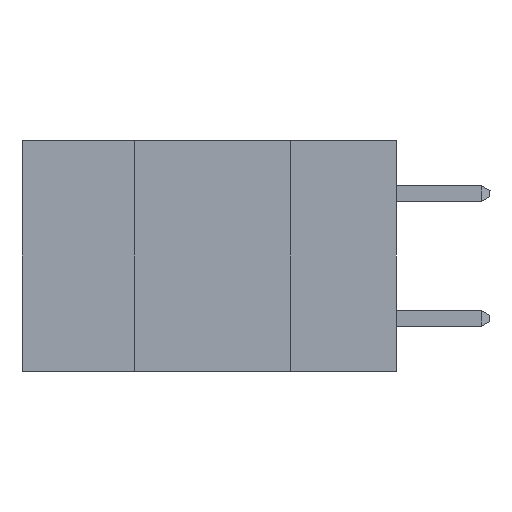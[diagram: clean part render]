
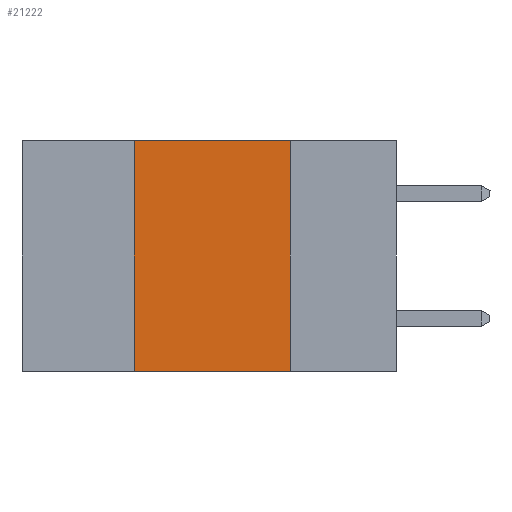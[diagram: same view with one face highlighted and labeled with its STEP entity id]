
A CAD part, left-side view. The second image highlights one B-rep face of the part: STEP entity #21222.
In plain terms, the highlighted planar face has unit normal (-1, 0, 0).
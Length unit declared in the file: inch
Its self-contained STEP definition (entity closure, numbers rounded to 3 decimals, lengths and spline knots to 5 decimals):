
#1040 = ORIENTED_EDGE ( 'NONE', *, *, #18045, .T. ) ;
#1408 = VERTEX_POINT ( 'NONE', #11936 ) ;
#2606 = ORIENTED_EDGE ( 'NONE', *, *, #18010, .F. ) ;
#2943 = CARTESIAN_POINT ( 'NONE',  ( 0., 0.42, 0. ) ) ;
#2971 = VECTOR ( 'NONE', #8228, 39.37008 ) ;
#4316 = FACE_OUTER_BOUND ( 'NONE', #9757, .T. ) ;
#4698 = VECTOR ( 'NONE', #12807, 39.37008 ) ;
#6950 = DIRECTION ( 'NONE',  ( 0., -1., 0. ) ) ;
#7453 = LINE ( 'NONE', #2943, #4698 ) ;
#7544 = ORIENTED_EDGE ( 'NONE', *, *, #20056, .F. ) ;
#7561 = CARTESIAN_POINT ( 'NONE',  ( 0., 0.6, 0. ) ) ;
#8124 = VERTEX_POINT ( 'NONE', #8194 ) ;
#8194 = CARTESIAN_POINT ( 'NONE',  ( 0., 0.42, -0.37 ) ) ;
#8228 = DIRECTION ( 'NONE',  ( 0., -1., 0. ) ) ;
#8486 = DIRECTION ( 'NONE',  ( 0., 0., -1. ) ) ;
#9697 = PLANE ( 'NONE',  #18149 ) ;
#9707 = LINE ( 'NONE', #19914, #2971 ) ;
#9757 = EDGE_LOOP ( 'NONE', ( #23300, #2606, #7544, #1040 ) ) ;
#10833 = CARTESIAN_POINT ( 'NONE',  ( 0., 0.6, 0. ) ) ;
#11936 = CARTESIAN_POINT ( 'NONE',  ( 0., 0.17, -0.37 ) ) ;
#12670 = LINE ( 'NONE', #14401, #21281 ) ;
#12807 = DIRECTION ( 'NONE',  ( 0., 0., 1. ) ) ;
#14152 = EDGE_CURVE ( 'NONE', #24000, #1408, #12670, .T. ) ;
#14401 = CARTESIAN_POINT ( 'NONE',  ( 0., 0.17, 0. ) ) ;
#17981 = LINE ( 'NONE', #10833, #19229 ) ;
#18010 = EDGE_CURVE ( 'NONE', #22527, #24000, #17981, .T. ) ;
#18045 = EDGE_CURVE ( 'NONE', #8124, #1408, #9707, .T. ) ;
#18149 = AXIS2_PLACEMENT_3D ( 'NONE', #7561, #25232, #21477 ) ;
#19229 = VECTOR ( 'NONE', #6950, 39.37008 ) ;
#19775 = CARTESIAN_POINT ( 'NONE',  ( 0., 0.42, 0. ) ) ;
#19914 = CARTESIAN_POINT ( 'NONE',  ( 0., 0.6, -0.37 ) ) ;
#20056 = EDGE_CURVE ( 'NONE', #8124, #22527, #7453, .T. ) ;
#21222 = ADVANCED_FACE ( 'NONE', ( #4316 ), #9697, .F. ) ;
#21281 = VECTOR ( 'NONE', #8486, 39.37008 ) ;
#21477 = DIRECTION ( 'NONE',  ( 0., 0., -1. ) ) ;
#22527 = VERTEX_POINT ( 'NONE', #19775 ) ;
#23300 = ORIENTED_EDGE ( 'NONE', *, *, #14152, .F. ) ;
#24000 = VERTEX_POINT ( 'NONE', #24712 ) ;
#24712 = CARTESIAN_POINT ( 'NONE',  ( 0., 0.17, 0. ) ) ;
#25232 = DIRECTION ( 'NONE',  ( 1., 0., 0. ) ) ;
